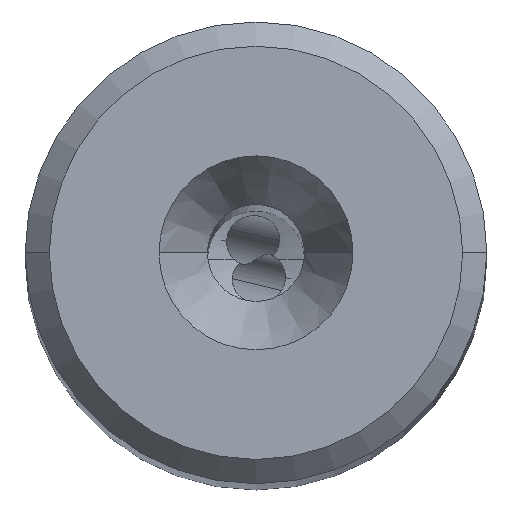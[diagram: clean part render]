
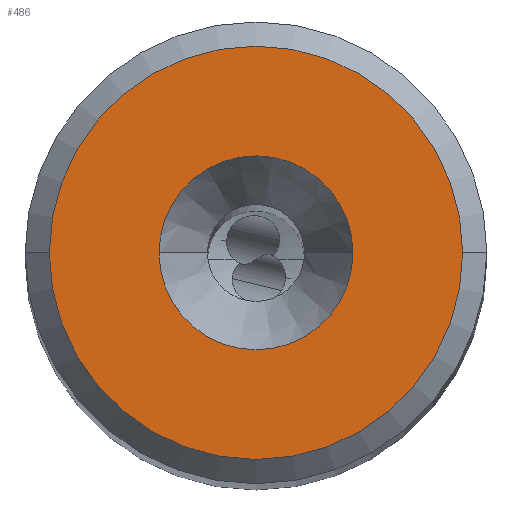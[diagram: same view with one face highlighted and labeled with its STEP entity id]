
A CAD part, top view. The second image highlights one B-rep face of the part: STEP entity #486.
In plain terms, the highlighted planar face has unit normal (0, 0, 1).
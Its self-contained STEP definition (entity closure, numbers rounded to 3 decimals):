
#486=ADVANCED_FACE('',(#619,#620),#602,.T.);
#602=PLANE('',#4068);
#619=FACE_BOUND('',#745,.T.);
#620=FACE_BOUND('',#746,.T.);
#745=EDGE_LOOP('',(#2059,#2060));
#746=EDGE_LOOP('',(#2061,#2062));
#1246=CIRCLE('',#4060,8.525);
#1247=CIRCLE('',#4062,8.525);
#1249=CIRCLE('',#4066,4.);
#1250=CIRCLE('',#4067,4.);
#2059=ORIENTED_EDGE('',*,*,#3228,.F.);
#2060=ORIENTED_EDGE('',*,*,#3230,.F.);
#2061=ORIENTED_EDGE('',*,*,#3232,.F.);
#2062=ORIENTED_EDGE('',*,*,#3233,.F.);
#2731=VERTEX_POINT('',#8535);
#2732=VERTEX_POINT('',#8537);
#2733=VERTEX_POINT('',#8545);
#2734=VERTEX_POINT('',#8546);
#3228=EDGE_CURVE('',#2731,#2732,#1246,.T.);
#3230=EDGE_CURVE('',#2732,#2731,#1247,.T.);
#3232=EDGE_CURVE('',#2733,#2734,#1249,.T.);
#3233=EDGE_CURVE('',#2734,#2733,#1250,.T.);
#4060=AXIS2_PLACEMENT_3D('',#8536,#4808,#4809);
#4062=AXIS2_PLACEMENT_3D('',#8540,#4813,#4814);
#4066=AXIS2_PLACEMENT_3D('',#8544,#4821,#4822);
#4067=AXIS2_PLACEMENT_3D('',#8547,#4823,#4824);
#4068=AXIS2_PLACEMENT_3D('',#8548,#4825,#4826);
#4808=DIRECTION('',(0.,0.,-1.));
#4809=DIRECTION('',(-1.,0.,0.));
#4813=DIRECTION('',(0.,0.,-1.));
#4814=DIRECTION('',(1.,0.,0.));
#4821=DIRECTION('',(0.,0.,1.));
#4822=DIRECTION('',(-1.,0.,0.));
#4823=DIRECTION('',(0.,0.,1.));
#4824=DIRECTION('',(1.,0.,0.));
#4825=DIRECTION('',(0.,0.,1.));
#4826=DIRECTION('',(1.,0.,0.));
#8535=CARTESIAN_POINT('',(-8.525,0.,0.));
#8536=CARTESIAN_POINT('',(0.,0.,0.));
#8537=CARTESIAN_POINT('',(8.525,0.,0.));
#8540=CARTESIAN_POINT('',(0.,0.,0.));
#8544=CARTESIAN_POINT('',(0.,0.,0.));
#8545=CARTESIAN_POINT('',(-4.,0.,0.));
#8546=CARTESIAN_POINT('',(4.,0.,0.));
#8547=CARTESIAN_POINT('',(0.,0.,0.));
#8548=CARTESIAN_POINT('',(0.,0.,0.));
